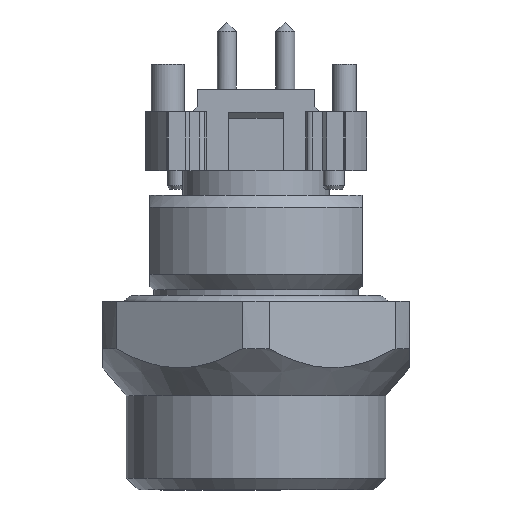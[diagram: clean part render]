
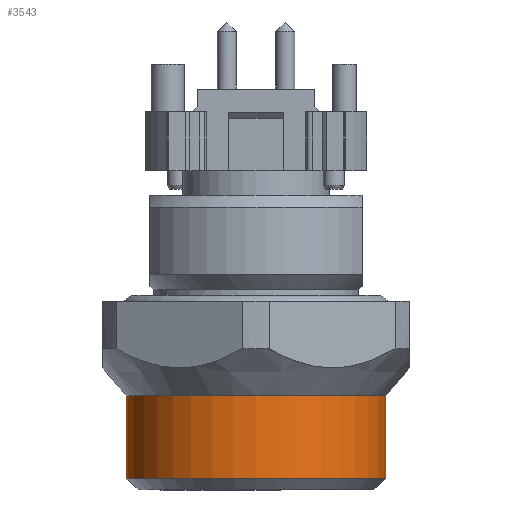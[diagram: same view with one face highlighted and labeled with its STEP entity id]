
A CAD part, front view. The second image highlights one B-rep face of the part: STEP entity #3543.
In plain terms, the highlighted cylindrical face has radius 5.5 mm (diameter 11 mm), a partial arc.
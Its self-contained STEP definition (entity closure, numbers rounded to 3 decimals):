
#3448=AXIS2_PLACEMENT_3D('Circle Axis2P3D',#3446,#3447,$) ;
#3530=AXIS2_PLACEMENT_3D('Cylinder Axis2P3D',#3527,#3528,#3529) ;
#3534=AXIS2_PLACEMENT_3D('Circle Axis2P3D',#3532,#3533,$) ;
#3380=CARTESIAN_POINT('Vertex',(12.,7.178,4.)) ;
#3387=CARTESIAN_POINT('Vertex',(1.,7.178,4.)) ;
#3446=CARTESIAN_POINT('Axis2P3D Location',(6.5,7.178,4.)) ;
#3500=CARTESIAN_POINT('Line Origine',(12.,7.178,1.25)) ;
#3504=CARTESIAN_POINT('Vertex',(12.,7.178,0.5)) ;
#3511=CARTESIAN_POINT('Vertex',(1.,7.178,0.5)) ;
#3514=CARTESIAN_POINT('Line Origine',(1.,7.178,1.25)) ;
#3527=CARTESIAN_POINT('Axis2P3D Location',(6.5,7.178,1.25)) ;
#3532=CARTESIAN_POINT('Axis2P3D Location',(6.5,7.178,0.5)) ;
#3447=DIRECTION('Axis2P3D Direction',(0.,0.,1.)) ;
#3501=DIRECTION('Vector Direction',(0.,0.,-1.)) ;
#3515=DIRECTION('Vector Direction',(0.,0.,-1.)) ;
#3528=DIRECTION('Axis2P3D Direction',(0.,0.,-1.)) ;
#3529=DIRECTION('Axis2P3D XDirection',(1.,0.,0.)) ;
#3533=DIRECTION('Axis2P3D Direction',(0.,0.,-1.)) ;
#3502=VECTOR('Line Direction',#3501,1.) ;
#3516=VECTOR('Line Direction',#3515,1.) ;
#3538=ORIENTED_EDGE('',*,*,#3518,.T.) ;
#3539=ORIENTED_EDGE('',*,*,#3536,.F.) ;
#3540=ORIENTED_EDGE('',*,*,#3506,.T.) ;
#3541=ORIENTED_EDGE('',*,*,#3450,.T.) ;
#3543=ADVANCED_FACE('V1',(#3542),#3531,.T.) ;
#3449=CIRCLE('generated circle',#3448,5.5) ;
#3535=CIRCLE('generated circle',#3534,5.5) ;
#3531=CYLINDRICAL_SURFACE('generated cylinder',#3530,5.5) ;
#3450=EDGE_CURVE('',#3381,#3388,#3449,.F.) ;
#3506=EDGE_CURVE('',#3505,#3381,#3503,.F.) ;
#3518=EDGE_CURVE('',#3388,#3512,#3517,.T.) ;
#3536=EDGE_CURVE('',#3505,#3512,#3535,.T.) ;
#3537=EDGE_LOOP('',(#3538,#3539,#3540,#3541)) ;
#3542=FACE_OUTER_BOUND('',#3537,.T.) ;
#3503=LINE('Line',#3500,#3502) ;
#3517=LINE('Line',#3514,#3516) ;
#3381=VERTEX_POINT('',#3380) ;
#3388=VERTEX_POINT('',#3387) ;
#3505=VERTEX_POINT('',#3504) ;
#3512=VERTEX_POINT('',#3511) ;
